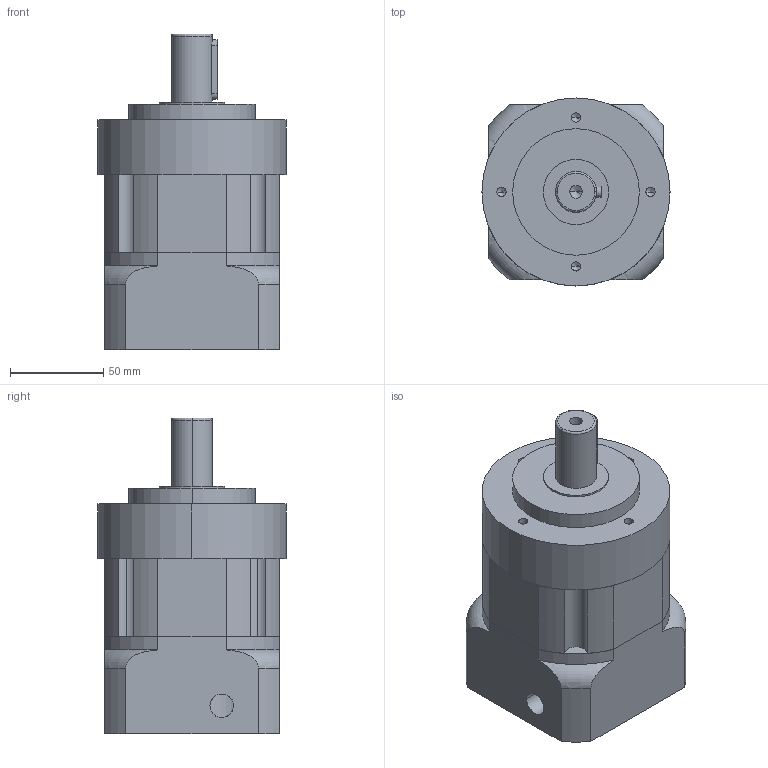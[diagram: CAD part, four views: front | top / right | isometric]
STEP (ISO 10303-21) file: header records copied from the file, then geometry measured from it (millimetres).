
FILE_DESCRIPTION (( 'STEP AP214' ), '1' );
FILE_NAME ('DML090-L1-XX-19-70-90-M6_2019.STEP', '2019-09-24T09:20:38', ( 'Y' ), ( 'NCU' ), 'SwSTEP 2.0', 'SolidWorks 2016', '' );
FILE_SCHEMA (( 'AUTOMOTIVE_DESIGN' ));
Length unit declared in the file: millimetre
Products named in the file (1): DML090-L1-XX-19-70-90-M6_2019
Bounding box: 101 x 101 x 169.5 mm (x, y, z)
Volume: 928740.5 mm3; surface area: 128131.1 mm2
Topology: 3 solids, 3 shells, 261 faces, 617 edges, 390 vertices
Faces by surface type: cylinder 113, plane 108, cone 34, torus 6
Entity records: 8979 total; most frequent: CARTESIAN_POINT 1859, DIRECTION 1342, ORIENTED_EDGE 1198, EDGE_CURVE 599, AXIS2_PLACEMENT_3D 501, VERTEX_POINT 390, VECTOR 340, LINE 340
